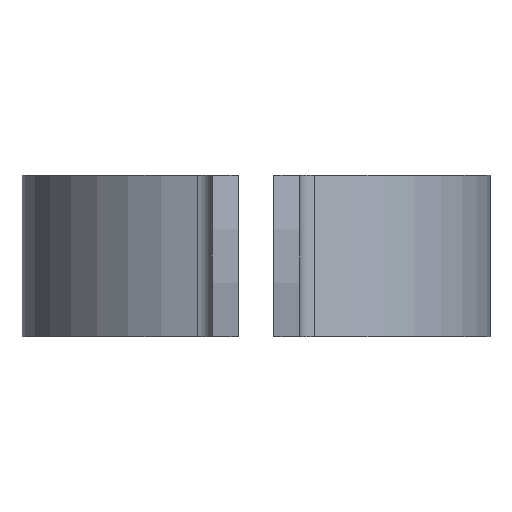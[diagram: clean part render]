
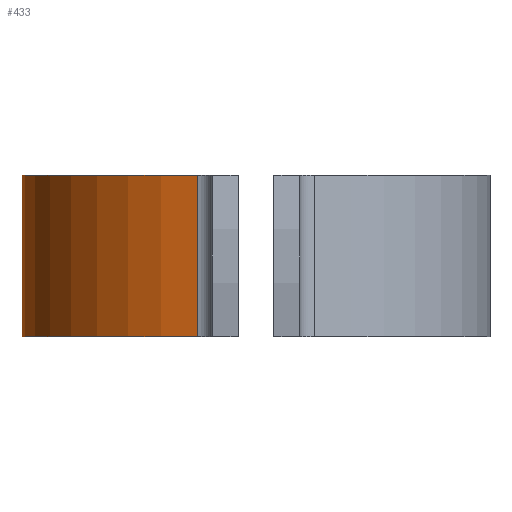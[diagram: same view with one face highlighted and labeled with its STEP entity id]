
A CAD part, left-side view. The second image highlights one B-rep face of the part: STEP entity #433.
In plain terms, the highlighted cylindrical face has radius 72.5 mm (diameter 145 mm), a partial arc.
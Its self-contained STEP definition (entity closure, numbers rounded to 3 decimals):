
#43 = LINE ( 'NONE', #1189, #1173 ) ;
#67 = CARTESIAN_POINT ( 'NONE',  ( 0., 0., -50. ) ) ;
#73 = EDGE_CURVE ( 'NONE', #845, #1085, #43, .T. ) ;
#94 = AXIS2_PLACEMENT_3D ( 'NONE', #67, #656, #1115 ) ;
#124 = AXIS2_PLACEMENT_3D ( 'NONE', #256, #918, #439 ) ;
#129 = ORIENTED_EDGE ( 'NONE', *, *, #73, .F. ) ;
#137 = DIRECTION ( 'NONE',  ( 0., 0., 1. ) ) ;
#176 = ORIENTED_EDGE ( 'NONE', *, *, #688, .T. ) ;
#178 = ORIENTED_EDGE ( 'NONE', *, *, #506, .F. ) ;
#199 = VECTOR ( 'NONE', #585, 1000. ) ;
#213 = CARTESIAN_POINT ( 'NONE',  ( 70.228, 18.01, -50. ) ) ;
#254 = VERTEX_POINT ( 'NONE', #1200 ) ;
#256 = CARTESIAN_POINT ( 'NONE',  ( 0., 0., 0. ) ) ;
#288 = LINE ( 'NONE', #493, #199 ) ;
#371 = CIRCLE ( 'NONE', #94, 72.5 ) ;
#433 = ADVANCED_FACE ( 'NONE', ( #1096 ), #1084, .T. ) ;
#439 = DIRECTION ( 'NONE',  ( -1., 0., 0. ) ) ;
#481 = CARTESIAN_POINT ( 'NONE',  ( 70.228, 18.01, 0. ) ) ;
#493 = CARTESIAN_POINT ( 'NONE',  ( -70.228, 18.01, -50. ) ) ;
#506 = EDGE_CURVE ( 'NONE', #1085, #1078, #1198, .T. ) ;
#560 = CARTESIAN_POINT ( 'NONE',  ( 0., 0., -50. ) ) ;
#585 = DIRECTION ( 'NONE',  ( 0., 0., 1. ) ) ;
#656 = DIRECTION ( 'NONE',  ( 0., 0., 1. ) ) ;
#688 = EDGE_CURVE ( 'NONE', #254, #1078, #288, .T. ) ;
#737 = ORIENTED_EDGE ( 'NONE', *, *, #1153, .T. ) ;
#773 = AXIS2_PLACEMENT_3D ( 'NONE', #560, #937, #928 ) ;
#816 = CARTESIAN_POINT ( 'NONE',  ( -70.228, 18.01, 0. ) ) ;
#845 = VERTEX_POINT ( 'NONE', #213 ) ;
#918 = DIRECTION ( 'NONE',  ( 0., 0., 1. ) ) ;
#928 = DIRECTION ( 'NONE',  ( 1., 0., 0. ) ) ;
#937 = DIRECTION ( 'NONE',  ( 0., 0., 1. ) ) ;
#938 = EDGE_LOOP ( 'NONE', ( #178, #129, #737, #176 ) ) ;
#1078 = VERTEX_POINT ( 'NONE', #816 ) ;
#1084 = CYLINDRICAL_SURFACE ( 'NONE', #773, 72.5 ) ;
#1085 = VERTEX_POINT ( 'NONE', #481 ) ;
#1096 = FACE_OUTER_BOUND ( 'NONE', #938, .T. ) ;
#1115 = DIRECTION ( 'NONE',  ( -1., 0., 0. ) ) ;
#1153 = EDGE_CURVE ( 'NONE', #845, #254, #371, .T. ) ;
#1173 = VECTOR ( 'NONE', #137, 1000. ) ;
#1189 = CARTESIAN_POINT ( 'NONE',  ( 70.228, 18.01, -50. ) ) ;
#1198 = CIRCLE ( 'NONE', #124, 72.5 ) ;
#1200 = CARTESIAN_POINT ( 'NONE',  ( -70.228, 18.01, -50. ) ) ;
